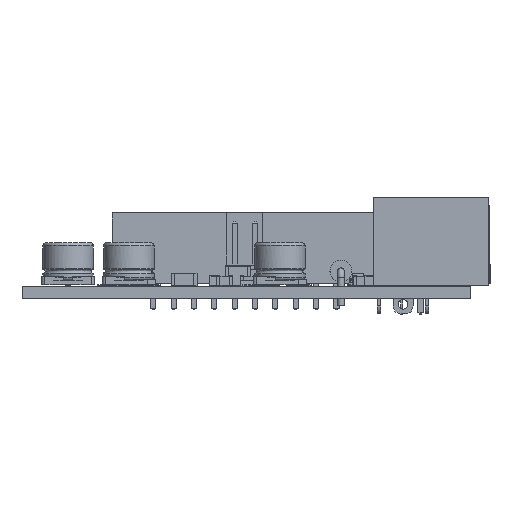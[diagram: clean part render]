
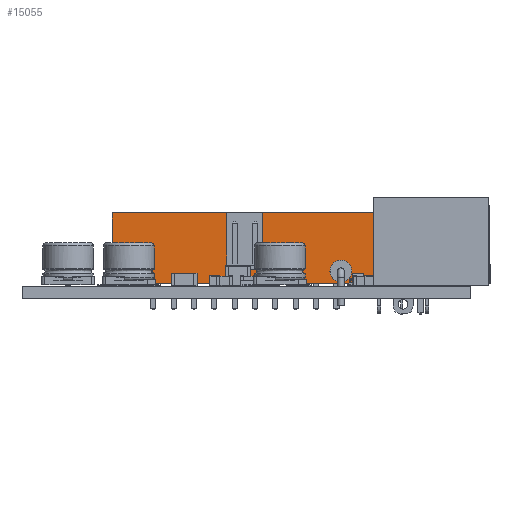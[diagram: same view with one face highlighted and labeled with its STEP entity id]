
A CAD part, left-side view. The second image highlights one B-rep face of the part: STEP entity #15055.
In plain terms, the highlighted planar face has unit normal (-1, 0, 0).
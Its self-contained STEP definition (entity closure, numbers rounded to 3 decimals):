
#15055 = ADVANCED_FACE('',(#15056),#15122,.T.);
#15056 = FACE_BOUND('',#15057,.T.);
#15057 = EDGE_LOOP('',(#15058,#15068,#15076,#15084,#15092,#15100,#15108,
    #15116));
#15058 = ORIENTED_EDGE('',*,*,#15059,.F.);
#15059 = EDGE_CURVE('',#15060,#15062,#15064,.T.);
#15060 = VERTEX_POINT('',#15061);
#15061 = CARTESIAN_POINT('',(-3.155,5.1,0.25));
#15062 = VERTEX_POINT('',#15063);
#15063 = CARTESIAN_POINT('',(-3.155,5.1,9.1));
#15064 = LINE('',#15065,#15066);
#15065 = CARTESIAN_POINT('',(-3.155,5.1,0.25));
#15066 = VECTOR('',#15067,1.);
#15067 = DIRECTION('',(0.,0.,1.));
#15068 = ORIENTED_EDGE('',*,*,#15069,.T.);
#15069 = EDGE_CURVE('',#15060,#15070,#15072,.T.);
#15070 = VERTEX_POINT('',#15071);
#15071 = CARTESIAN_POINT('',(-3.155,-27.96,0.25));
#15072 = LINE('',#15073,#15074);
#15073 = CARTESIAN_POINT('',(-3.155,5.1,0.25));
#15074 = VECTOR('',#15075,1.);
#15075 = DIRECTION('',(0.,-1.,0.));
#15076 = ORIENTED_EDGE('',*,*,#15077,.T.);
#15077 = EDGE_CURVE('',#15070,#15078,#15080,.T.);
#15078 = VERTEX_POINT('',#15079);
#15079 = CARTESIAN_POINT('',(-3.155,-27.96,9.1));
#15080 = LINE('',#15081,#15082);
#15081 = CARTESIAN_POINT('',(-3.155,-27.96,2.6));
#15082 = VECTOR('',#15083,1.);
#15083 = DIRECTION('',(0.,0.,1.));
#15084 = ORIENTED_EDGE('',*,*,#15085,.F.);
#15085 = EDGE_CURVE('',#15086,#15078,#15088,.T.);
#15086 = VERTEX_POINT('',#15087);
#15087 = CARTESIAN_POINT('',(-3.155,-13.68,9.1));
#15088 = LINE('',#15089,#15090);
#15089 = CARTESIAN_POINT('',(-3.155,5.1,9.1));
#15090 = VECTOR('',#15091,1.);
#15091 = DIRECTION('',(0.,-1.,0.));
#15092 = ORIENTED_EDGE('',*,*,#15093,.T.);
#15093 = EDGE_CURVE('',#15086,#15094,#15096,.T.);
#15094 = VERTEX_POINT('',#15095);
#15095 = CARTESIAN_POINT('',(-3.155,-13.68,2.1));
#15096 = LINE('',#15097,#15098);
#15097 = CARTESIAN_POINT('',(-3.155,-13.68,3.388));
#15098 = VECTOR('',#15099,1.);
#15099 = DIRECTION('',(0.,0.,-1.));
#15100 = ORIENTED_EDGE('',*,*,#15101,.T.);
#15101 = EDGE_CURVE('',#15094,#15102,#15104,.T.);
#15102 = VERTEX_POINT('',#15103);
#15103 = CARTESIAN_POINT('',(-3.155,-9.18,2.1));
#15104 = LINE('',#15105,#15106);
#15105 = CARTESIAN_POINT('',(-3.155,-11.43,2.1));
#15106 = VECTOR('',#15107,1.);
#15107 = DIRECTION('',(0.,1.,0.));
#15108 = ORIENTED_EDGE('',*,*,#15109,.T.);
#15109 = EDGE_CURVE('',#15102,#15110,#15112,.T.);
#15110 = VERTEX_POINT('',#15111);
#15111 = CARTESIAN_POINT('',(-3.155,-9.18,9.1));
#15112 = LINE('',#15113,#15114);
#15113 = CARTESIAN_POINT('',(-3.155,-9.18,3.388));
#15114 = VECTOR('',#15115,1.);
#15115 = DIRECTION('',(0.,0.,1.));
#15116 = ORIENTED_EDGE('',*,*,#15117,.F.);
#15117 = EDGE_CURVE('',#15062,#15110,#15118,.T.);
#15118 = LINE('',#15119,#15120);
#15119 = CARTESIAN_POINT('',(-3.155,5.1,9.1));
#15120 = VECTOR('',#15121,1.);
#15121 = DIRECTION('',(0.,-1.,0.));
#15122 = PLANE('',#15123);
#15123 = AXIS2_PLACEMENT_3D('',#15124,#15125,#15126);
#15124 = CARTESIAN_POINT('',(-3.155,-11.43,4.675));
#15125 = DIRECTION('',(-1.,0.,0.));
#15126 = DIRECTION('',(0.,0.,-1.));
